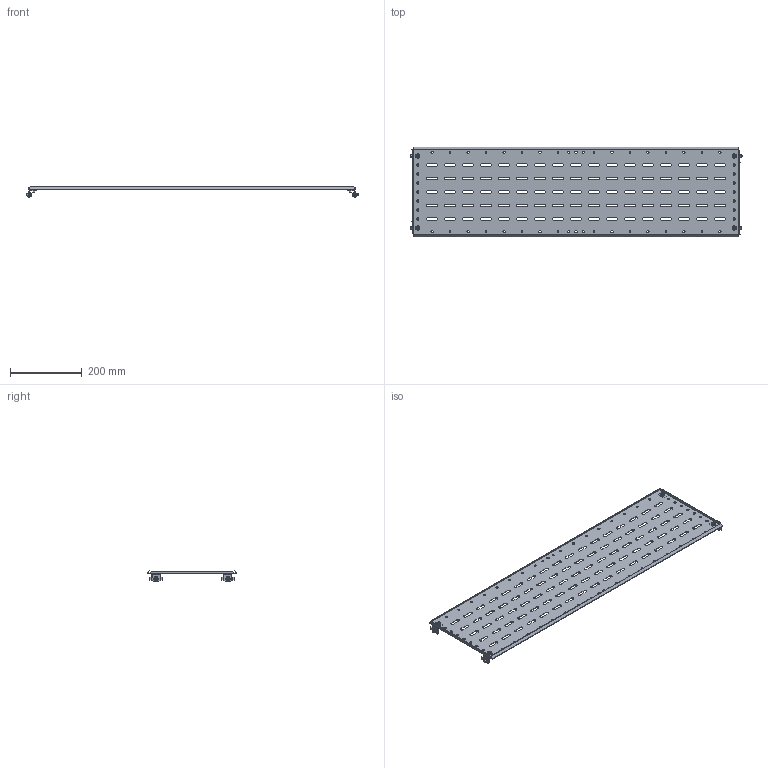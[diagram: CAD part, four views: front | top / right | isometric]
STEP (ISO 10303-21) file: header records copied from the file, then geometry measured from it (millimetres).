
FILE_DESCRIPTION (( 'STEP AP203' ), '1' );
FILE_NAME ('FO-00-SWF-025-100 FORMAT Ïåðåãîðîäêà ñåêöèîíèðîâàíèÿ çàäíÿÿ 250õ1000 IEK.STEP', '2025-01-21T06:14:08', ( '' ), ( '' ), 'SwSTEP 2.0', 'SolidWorks 2022', '' );
FILE_SCHEMA (( 'CONFIG_CONTROL_DESIGN' ));
Length unit declared in the file: millimetre
Products named in the file (1): FO-00-SWF-025-100 FORMAT Перегородка секционирования задняя 250х1000 IEK
Bounding box: 922.4 x 247.66 x 30.52 mm (x, y, z)
Volume: 344769.2 mm3; surface area: 465456.2 mm2
Topology: 1 solids, 5 shells, 949 faces, 2661 edges, 1750 vertices
Faces by surface type: cylinder 535, plane 350, cone 32, torus 32
Entity records: 31598 total; most frequent: DIRECTION 5727, CARTESIAN_POINT 5361, ORIENTED_EDGE 5322, EDGE_CURVE 2661, AXIS2_PLACEMENT_3D 2116, VERTEX_POINT 1750, LINE 1495, VECTOR 1495
